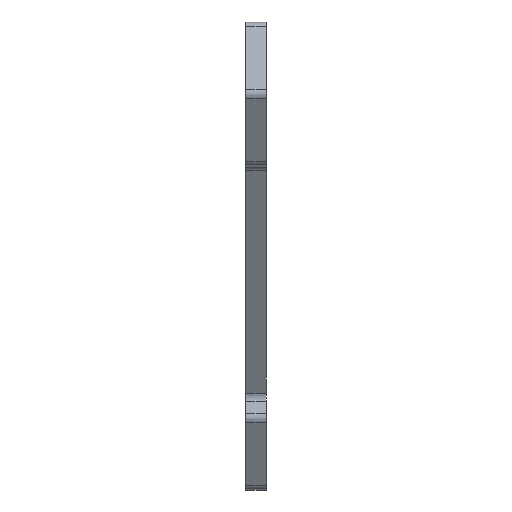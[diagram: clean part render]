
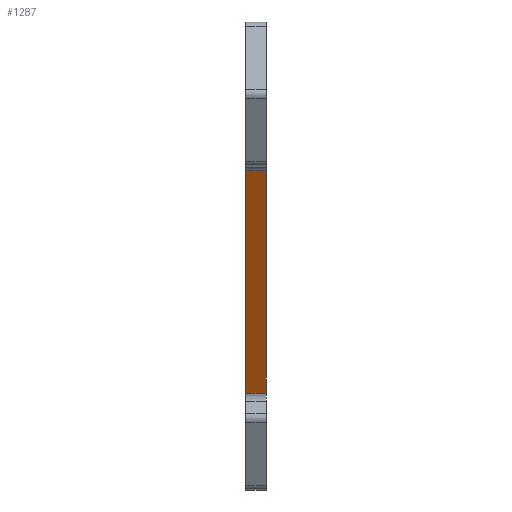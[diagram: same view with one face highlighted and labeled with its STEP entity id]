
A CAD part, left-side view. The second image highlights one B-rep face of the part: STEP entity #1287.
In plain terms, the highlighted planar face has unit normal (-0.866, 0, -0.5).
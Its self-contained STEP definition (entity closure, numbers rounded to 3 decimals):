
#5 = VECTOR ( 'NONE', #315, 1000. ) ;
#129 = CARTESIAN_POINT ( 'NONE',  ( -35.381, 0., -91.923 ) ) ;
#292 = VECTOR ( 'NONE', #729, 1000. ) ;
#315 = DIRECTION ( 'NONE',  ( -0.5, 0., 0.866 ) ) ;
#595 = EDGE_CURVE ( 'NONE', #2981, #2276, #2539, .T. ) ;
#729 = DIRECTION ( 'NONE',  ( -0.5, 0., 0.866 ) ) ;
#907 = FACE_OUTER_BOUND ( 'NONE', #3771, .T. ) ;
#1168 = EDGE_CURVE ( 'NONE', #1917, #3847, #3823, .T. ) ;
#1244 = CARTESIAN_POINT ( 'NONE',  ( -97.298, 0., 15.321 ) ) ;
#1287 = ADVANCED_FACE ( 'NONE', ( #907 ), #3666, .T. ) ;
#1292 = CARTESIAN_POINT ( 'NONE',  ( -34.226, 0., -93.923 ) ) ;
#1466 = LINE ( 'NONE', #3655, #3472 ) ;
#1467 = AXIS2_PLACEMENT_3D ( 'NONE', #2729, #2153, #2438 ) ;
#1715 = ORIENTED_EDGE ( 'NONE', *, *, #2269, .T. ) ;
#1799 = DIRECTION ( 'NONE',  ( 0., 1., 0. ) ) ;
#1917 = VERTEX_POINT ( 'NONE', #129 ) ;
#1920 = DIRECTION ( 'NONE',  ( 0., -1., 0. ) ) ;
#1930 = VECTOR ( 'NONE', #1920, 1000. ) ;
#2003 = ORIENTED_EDGE ( 'NONE', *, *, #2645, .T. ) ;
#2153 = DIRECTION ( 'NONE',  ( -0.866, 0., -0.5 ) ) ;
#2236 = CARTESIAN_POINT ( 'NONE',  ( -34.226, 10., -93.923 ) ) ;
#2269 = EDGE_CURVE ( 'NONE', #2981, #1917, #2287, .T. ) ;
#2276 = VERTEX_POINT ( 'NONE', #3201 ) ;
#2287 = LINE ( 'NONE', #2526, #1930 ) ;
#2438 = DIRECTION ( 'NONE',  ( -0.5, 0., 0.866 ) ) ;
#2526 = CARTESIAN_POINT ( 'NONE',  ( -35.381, 0., -91.923 ) ) ;
#2539 = LINE ( 'NONE', #2236, #5 ) ;
#2645 = EDGE_CURVE ( 'NONE', #3847, #2276, #1466, .T. ) ;
#2671 = ORIENTED_EDGE ( 'NONE', *, *, #1168, .T. ) ;
#2729 = CARTESIAN_POINT ( 'NONE',  ( -34.226, 0., -93.923 ) ) ;
#2981 = VERTEX_POINT ( 'NONE', #3289 ) ;
#3201 = CARTESIAN_POINT ( 'NONE',  ( -97.298, 10., 15.321 ) ) ;
#3289 = CARTESIAN_POINT ( 'NONE',  ( -35.381, 10., -91.923 ) ) ;
#3306 = ORIENTED_EDGE ( 'NONE', *, *, #595, .F. ) ;
#3472 = VECTOR ( 'NONE', #1799, 1000. ) ;
#3655 = CARTESIAN_POINT ( 'NONE',  ( -97.298, 10., 15.321 ) ) ;
#3666 = PLANE ( 'NONE',  #1467 ) ;
#3771 = EDGE_LOOP ( 'NONE', ( #3306, #1715, #2671, #2003 ) ) ;
#3823 = LINE ( 'NONE', #1292, #292 ) ;
#3847 = VERTEX_POINT ( 'NONE', #1244 ) ;
